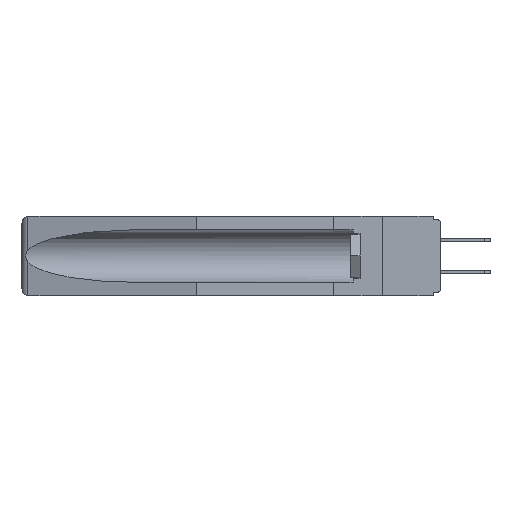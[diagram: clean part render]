
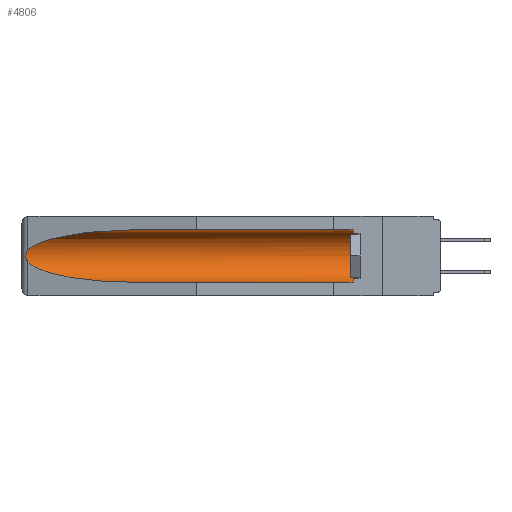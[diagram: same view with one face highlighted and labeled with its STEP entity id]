
A CAD part, left-side view. The second image highlights one B-rep face of the part: STEP entity #4806.
In plain terms, the highlighted cylindrical face has radius 2.857 mm (diameter 5.715 mm), a partial arc.
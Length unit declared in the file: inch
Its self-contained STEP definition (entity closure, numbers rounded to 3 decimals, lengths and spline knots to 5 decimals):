
#46 = CARTESIAN_POINT ( 'NONE',  ( 0.2673, 1.53269, -0.17917 ) ) ;
#258 = CARTESIAN_POINT ( 'NONE',  ( 0.26537, 1.52718, -0.19328 ) ) ;
#677 =( BOUNDED_CURVE ( )  B_SPLINE_CURVE ( 3, ( #20200, #8174, #8409, #18121 ),
 .UNSPECIFIED., .F., .F. ) 
 B_SPLINE_CURVE_WITH_KNOTS ( ( 4, 4 ),
 ( 4.71239, 6.08839 ),
 .UNSPECIFIED. ) 
 CURVE ( )  GEOMETRIC_REPRESENTATION_ITEM ( )  RATIONAL_B_SPLINE_CURVE ( ( 1., 0.848, 0.848, 1. ) ) 
 REPRESENTATION_ITEM ( '' )  );
#801 = EDGE_CURVE ( 'NONE', #29415, #12538, #677, .T. ) ;
#878 = CARTESIAN_POINT ( 'NONE',  ( 0.155, -0.30754, -0.059 ) ) ;
#1080 = CARTESIAN_POINT ( 'NONE',  ( 0.155, 0.126, -0.1715 ) ) ;
#1795 = CARTESIAN_POINT ( 'NONE',  ( 0.155, 0.126, -0.059 ) ) ;
#2237 =( BOUNDED_CURVE ( )  B_SPLINE_CURVE ( 3, ( #30626, #25858, #27973, #30422 ),
 .UNSPECIFIED., .F., .F. ) 
 B_SPLINE_CURVE_WITH_KNOTS ( ( 4, 4 ),
 ( 0.1948, 1.5708 ),
 .UNSPECIFIED. ) 
 CURVE ( )  GEOMETRIC_REPRESENTATION_ITEM ( )  RATIONAL_B_SPLINE_CURVE ( ( 1., 0.848, 0.848, 1. ) ) 
 REPRESENTATION_ITEM ( '' )  );
#2494 = CARTESIAN_POINT ( 'NONE',  ( 0.2673, 1.5327, -0.16383 ) ) ;
#4715 = CARTESIAN_POINT ( 'NONE',  ( 0.2675, 1.53308, -0.17534 ) ) ;
#4803 = ORIENTED_EDGE ( 'NONE', *, *, #9578, .T. ) ;
#4806 = ADVANCED_FACE ( 'NONE', ( #26507 ), #16260, .F. ) ;
#5592 = CARTESIAN_POINT ( 'NONE',  ( 0.155, 1.07973, -0.059 ) ) ;
#7022 = EDGE_CURVE ( 'NONE', #12142, #17045, #25072, .T. ) ;
#7272 = CARTESIAN_POINT ( 'NONE',  ( 0.155, 0.126, -0.284 ) ) ;
#7339 = EDGE_CURVE ( 'NONE', #15772, #29415, #10584, .T. ) ;
#7446 = AXIS2_PLACEMENT_3D ( 'NONE', #1080, #22802, #25443 ) ;
#7786 = AXIS2_PLACEMENT_3D ( 'NONE', #20838, #16050, #10941 ) ;
#8174 = CARTESIAN_POINT ( 'NONE',  ( 0.21114, 1.30732, -0.059 ) ) ;
#8409 = CARTESIAN_POINT ( 'NONE',  ( 0.25451, 1.48313, -0.09465 ) ) ;
#8647 = ORIENTED_EDGE ( 'NONE', *, *, #801, .T. ) ;
#9558 = ORIENTED_EDGE ( 'NONE', *, *, #19910, .T. ) ;
#9578 = EDGE_CURVE ( 'NONE', #12538, #18975, #15320, .T. ) ;
#10584 = LINE ( 'NONE', #878, #27297 ) ;
#10941 = DIRECTION ( 'NONE',  ( 0., 0., 1. ) ) ;
#12060 = EDGE_LOOP ( 'NONE', ( #8647, #4803, #9558, #30524, #12303, #25521 ) ) ;
#12142 = VERTEX_POINT ( 'NONE', #7272 ) ;
#12303 = ORIENTED_EDGE ( 'NONE', *, *, #22174, .T. ) ;
#12398 = CARTESIAN_POINT ( 'NONE',  ( 0.26597, 1.52961, -0.15275 ) ) ;
#12535 = VECTOR ( 'NONE', #19236, 39.37008 ) ;
#12538 = VERTEX_POINT ( 'NONE', #21094 ) ;
#12601 = CARTESIAN_POINT ( 'NONE',  ( 0.26537, 1.52718, -0.19328 ) ) ;
#14841 = CARTESIAN_POINT ( 'NONE',  ( 0.26654, 1.53092, -0.15636 ) ) ;
#15320 = B_SPLINE_CURVE_WITH_KNOTS ( 'NONE', 3,
 ( #24198, #12398, #14841, #2494, #22172, #4715, #46, #17099, #24301, #258 ),
 .UNSPECIFIED., .F., .F.,
 ( 4, 2, 2, 2, 4 ),
 ( 0., 0.00029, 0.00058, 0.00087, 0.00117 ),
 .UNSPECIFIED. ) ;
#15772 = VERTEX_POINT ( 'NONE', #1795 ) ;
#15780 = CARTESIAN_POINT ( 'NONE',  ( 0.155, 1.07973, -0.284 ) ) ;
#16050 = DIRECTION ( 'NONE',  ( 0., 1., 0. ) ) ;
#16260 = CYLINDRICAL_SURFACE ( 'NONE', #7786, 0.1125 ) ;
#17045 = VERTEX_POINT ( 'NONE', #15780 ) ;
#17099 = CARTESIAN_POINT ( 'NONE',  ( 0.26655, 1.53094, -0.18657 ) ) ;
#18121 = CARTESIAN_POINT ( 'NONE',  ( 0.26537, 1.52718, -0.14972 ) ) ;
#18975 = VERTEX_POINT ( 'NONE', #12601 ) ;
#19236 = DIRECTION ( 'NONE',  ( 0., 1., 0. ) ) ;
#19910 = EDGE_CURVE ( 'NONE', #18975, #17045, #2237, .T. ) ;
#20200 = CARTESIAN_POINT ( 'NONE',  ( 0.155, 1.07973, -0.059 ) ) ;
#20241 = DIRECTION ( 'NONE',  ( 0., 1., 0. ) ) ;
#20325 = CIRCLE ( 'NONE', #7446, 0.1125 ) ;
#20838 = CARTESIAN_POINT ( 'NONE',  ( 0.155, -0.30754, -0.1715 ) ) ;
#21094 = CARTESIAN_POINT ( 'NONE',  ( 0.26537, 1.52718, -0.14972 ) ) ;
#22172 = CARTESIAN_POINT ( 'NONE',  ( 0.2675, 1.53308, -0.16763 ) ) ;
#22174 = EDGE_CURVE ( 'NONE', #12142, #15772, #20325, .T. ) ;
#22802 = DIRECTION ( 'NONE',  ( 0., -1., 0. ) ) ;
#24198 = CARTESIAN_POINT ( 'NONE',  ( 0.26537, 1.52718, -0.14972 ) ) ;
#24301 = CARTESIAN_POINT ( 'NONE',  ( 0.26597, 1.5296, -0.19026 ) ) ;
#25072 = LINE ( 'NONE', #28960, #12535 ) ;
#25443 = DIRECTION ( 'NONE',  ( 0., 0., 1. ) ) ;
#25521 = ORIENTED_EDGE ( 'NONE', *, *, #7339, .T. ) ;
#25858 = CARTESIAN_POINT ( 'NONE',  ( 0.25451, 1.48313, -0.24835 ) ) ;
#26507 = FACE_OUTER_BOUND ( 'NONE', #12060, .T. ) ;
#27297 = VECTOR ( 'NONE', #20241, 39.37008 ) ;
#27973 = CARTESIAN_POINT ( 'NONE',  ( 0.21114, 1.30732, -0.284 ) ) ;
#28960 = CARTESIAN_POINT ( 'NONE',  ( 0.155, -0.30754, -0.284 ) ) ;
#29415 = VERTEX_POINT ( 'NONE', #5592 ) ;
#30422 = CARTESIAN_POINT ( 'NONE',  ( 0.155, 1.07973, -0.284 ) ) ;
#30524 = ORIENTED_EDGE ( 'NONE', *, *, #7022, .F. ) ;
#30626 = CARTESIAN_POINT ( 'NONE',  ( 0.26537, 1.52718, -0.19328 ) ) ;
